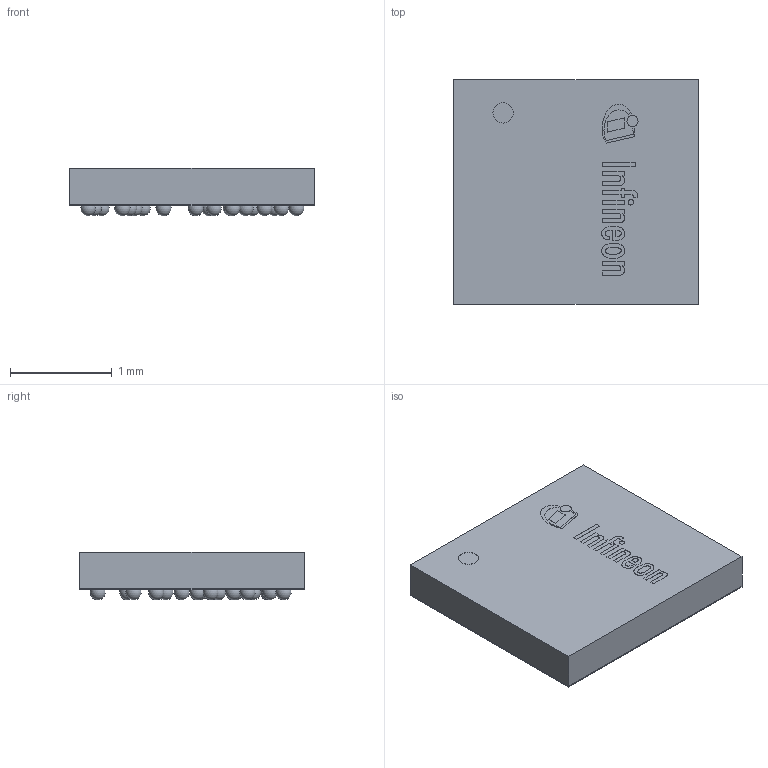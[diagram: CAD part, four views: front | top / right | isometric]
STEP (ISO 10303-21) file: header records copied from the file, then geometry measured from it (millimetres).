
FILE_DESCRIPTION(/* description */ (''),/* implementation_level */ '2;1');
FILE_NAME(/* name */ '1.stp',/* time_stamp */ '2024-05-09T19:12:19+05:30',/* author */ ('sivamani'),/* organization */ (''),/* preprocessor_version */ 'ST-DEVELOPER v19.2',/* originating_system */ 'AutoCAD Mechanical',/* authorisation */ '');
FILE_SCHEMA (('AUTOMOTIVE_DESIGN { 1 0 10303 214 3 1 1 }'));
Length unit declared in the file: millimetre
Products named in the file (1): Product
Bounding box: 2.41 x 2.21 x 0.47 mm (x, y, z)
Volume: 2 mm3; surface area: 27 mm2
Topology: 44 solids, 44 shells, 188 faces, 384 edges, 256 vertices
Faces by surface type: plane 135, sphere 29, bspline 20, cylinder 4
Full cylindrical faces by diameter (mm): 0.053 x1, 0.109 x1, 0.2 x2
Entity records: 4970 total; most frequent: CARTESIAN_POINT 1508, ORIENTED_EDGE 710, DIRECTION 619, EDGE_CURVE 355, VERTEX_POINT 256, AXIS2_PLACEMENT_3D 235, EDGE_LOOP 193, FACE_OUTER_BOUND 188
